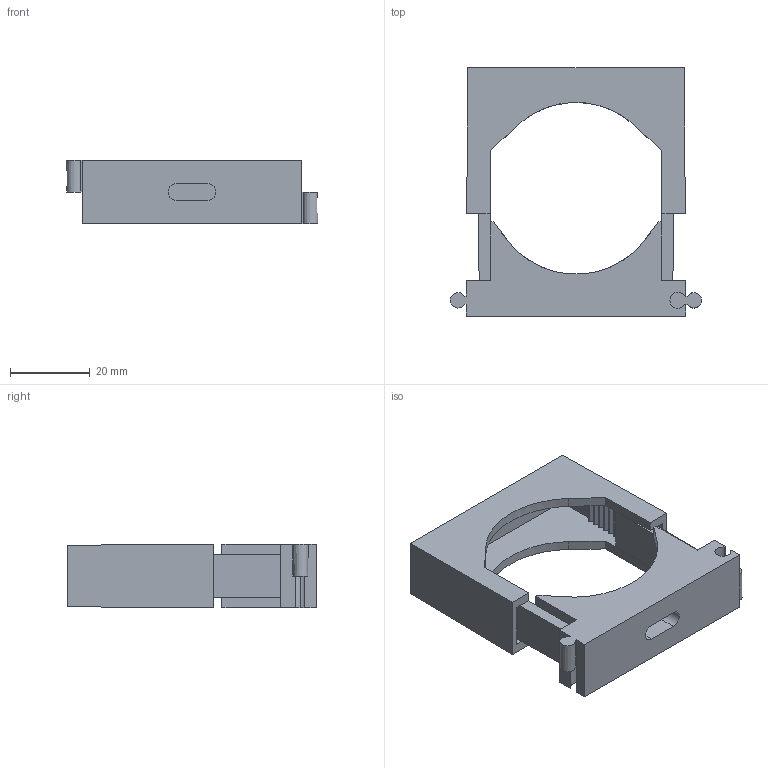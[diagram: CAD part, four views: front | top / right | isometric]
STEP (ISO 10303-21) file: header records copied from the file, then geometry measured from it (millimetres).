
FILE_DESCRIPTION (( 'STEP AP214' ), '1' );
FILE_NAME ('2250438.stp', '2016-11-11T12:24:53', ( '' ), ( '' ), 'SwSTEP 2.0', 'SolidWorks 2016', '' );
FILE_SCHEMA (( 'AUTOMOTIVE_DESIGN' ));
Length unit declared in the file: millimetre
Products named in the file (3): ES130-06-02_27-43 LGR 06514219; ES130-06-01_27-43 LGR 06514227; 2250438
Assembly tree (2 placements, depth 2):
  2250438
    ES130-06-01_27-43 LGR 06514227
    ES130-06-02_27-43 LGR 06514219
Bounding box: 62.88 x 62.2 x 16 mm (x, y, z)
Volume: 15359.2 mm3; surface area: 14795.3 mm2
Topology: 2 solids, 2 shells, 251 faces, 741 edges, 494 vertices
Faces by surface type: plane 184, cylinder 65, cone 2
Entity records: 8363 total; most frequent: CARTESIAN_POINT 1755, ORIENTED_EDGE 1482, DIRECTION 1215, EDGE_CURVE 741, VECTOR 603, LINE 603, VERTEX_POINT 494, AXIS2_PLACEMENT_3D 306
